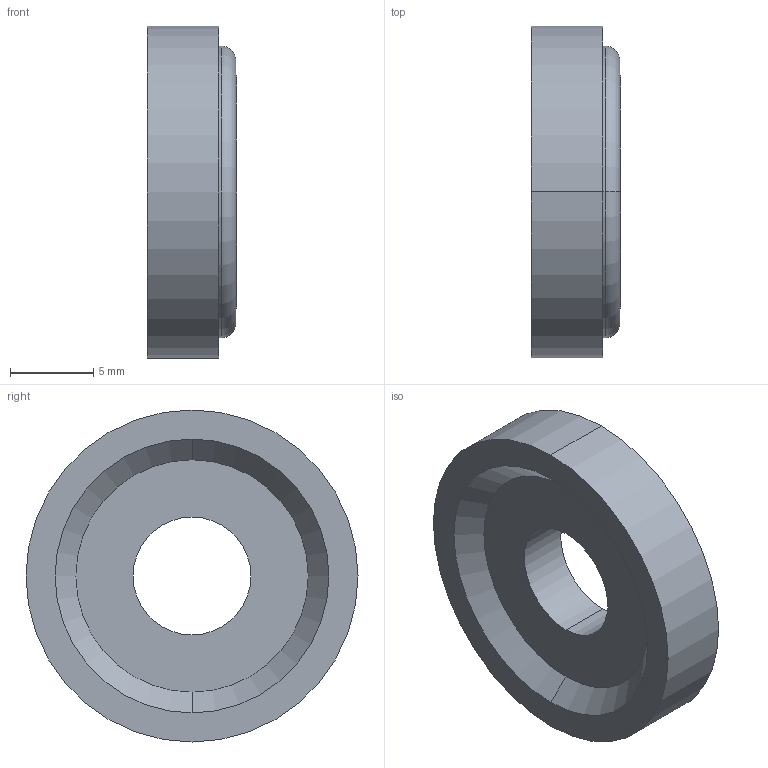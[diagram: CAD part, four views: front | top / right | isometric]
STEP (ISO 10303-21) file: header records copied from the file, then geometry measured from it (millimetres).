
FILE_DESCRIPTION(('HOOPS Exchange Step'),'2;1');
FILE_NAME('export-07F4820F-4A4A-4891-928F-AA06D0018A14.stp','2022-11-09T16:49:36+01:00',('Engineering'),('Alibre'),'HOOPS Exchange 2021.0','Alibre','Unknown authorisation');
FILE_SCHEMA( ('AP242_MANAGED_MODEL_BASED_3D_ENGINEERING_MIM_LF {1 0 10303 442 1 1 4 }') );
Length unit declared in the file: millimetre
Products named in the file (1): 6112 0222100100 Coil Protection Kit, Coil 22, 8mm, IP65
Bounding box: 5.4 x 20 x 20 mm (x, y, z)
Volume: 1118.6 mm3; surface area: 1228.7 mm2
Topology: 1 solids, 1 shells, 24 faces, 48 edges, 28 vertices
Faces by surface type: cone 8, cylinder 6, torus 6, plane 4
Entity records: 686 total; most frequent: DIRECTION 134, CARTESIAN_POINT 102, ORIENTED_EDGE 96, AXIS2_PLACEMENT_3D 60, EDGE_CURVE 48, CIRCLE 34, VERTEX_POINT 28, EDGE_LOOP 28
